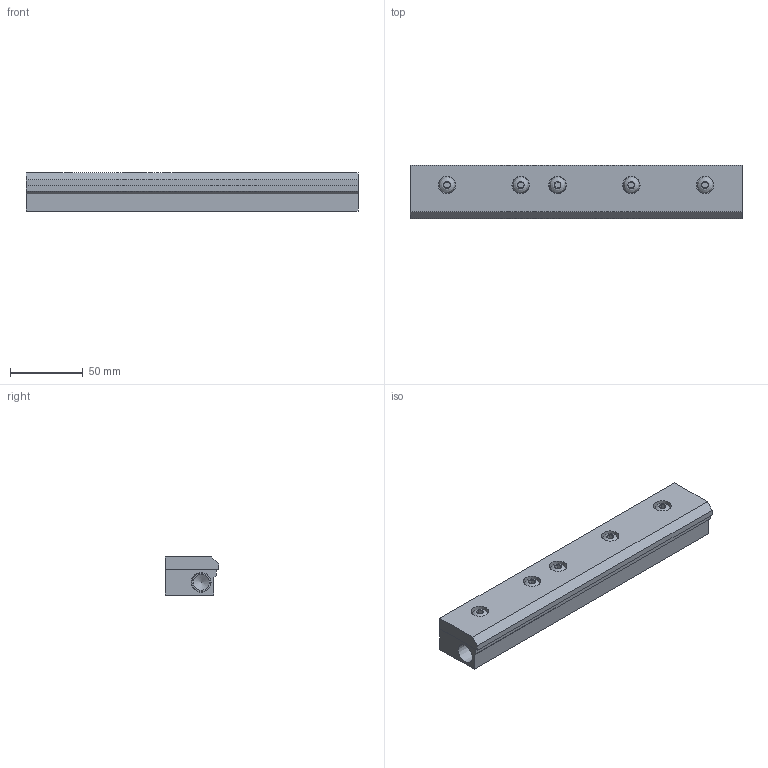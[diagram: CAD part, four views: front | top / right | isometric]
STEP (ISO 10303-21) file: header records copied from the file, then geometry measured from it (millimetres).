
FILE_DESCRIPTION((''),'2;1');
FILE_NAME('110009ss.stp','2012-04-18T09:43:37',('benzil estridge'),(''),'Autodesk Inventor 2012','Autodesk Inventor 2012','');
FILE_SCHEMA(('AUTOMOTIVE_DESIGN { 1 0 10303 214 1 1 1 1 }'));
Length unit declared in the file: inch
Products named in the file (1): 110009ss
Bounding box: 228.6 x 36.51 x 26.2 mm (x, y, z)
Volume: 196047.7 mm3; surface area: 53408.7 mm2
Topology: 7 solids, 7 shells, 121 faces, 260 edges, 172 vertices
Faces by surface type: plane 74, cylinder 29, cone 13, bspline 5
Full cylindrical faces by diameter (mm): 5.182 x5, 6.35 x5, 7.163 x5, 10.999 x4, 11.1 x5, 12.065 x5
Entity records: 3225 total; most frequent: CARTESIAN_POINT 703, DIRECTION 513, ORIENTED_EDGE 402, EDGE_LOOP 211, EDGE_CURVE 201, AXIS2_PLACEMENT_3D 195, VERTEX_POINT 160, VECTOR 123
